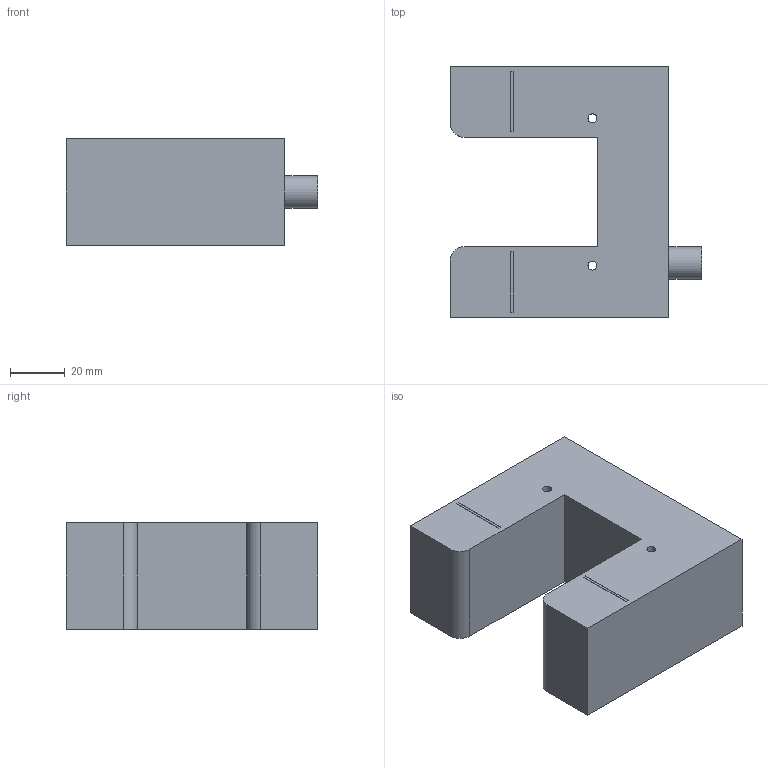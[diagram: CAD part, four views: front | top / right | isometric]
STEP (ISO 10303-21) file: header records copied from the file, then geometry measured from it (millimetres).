
FILE_DESCRIPTION(/* description */ ('Alibre Inc.'),/* implementation_level */ '2;1');
FILE_NAME(/* name */ 'export0',/* time_stamp */ '2015-01-20T13:26:26+01:00',/* author */ (''),/* organization */ (''),/* preprocessor_version */ 'ST-DEVELOPER v14',/* originating_system */ 'Alibre',/* authorisation */ '');
FILE_SCHEMA (('AUTOMOTIVE_DESIGN'));
Length unit declared in the file: centimetre
Bounding box: 92 x 92 x 39 mm (x, y, z)
Volume: 203086 mm3; surface area: 29071.4 mm2
Topology: 1 solids, 1 shells, 36 faces, 87 edges, 58 vertices
Faces by surface type: plane 31, cylinder 5
Full cylindrical faces by diameter (mm): 3.242 x2, 12 x1
Entity records: 1068 total; most frequent: CARTESIAN_POINT 178, ORIENTED_EDGE 168, DIRECTION 135, EDGE_CURVE 84, VECTOR 74, LINE 74, VERTEX_POINT 58, EDGE_LOOP 48
